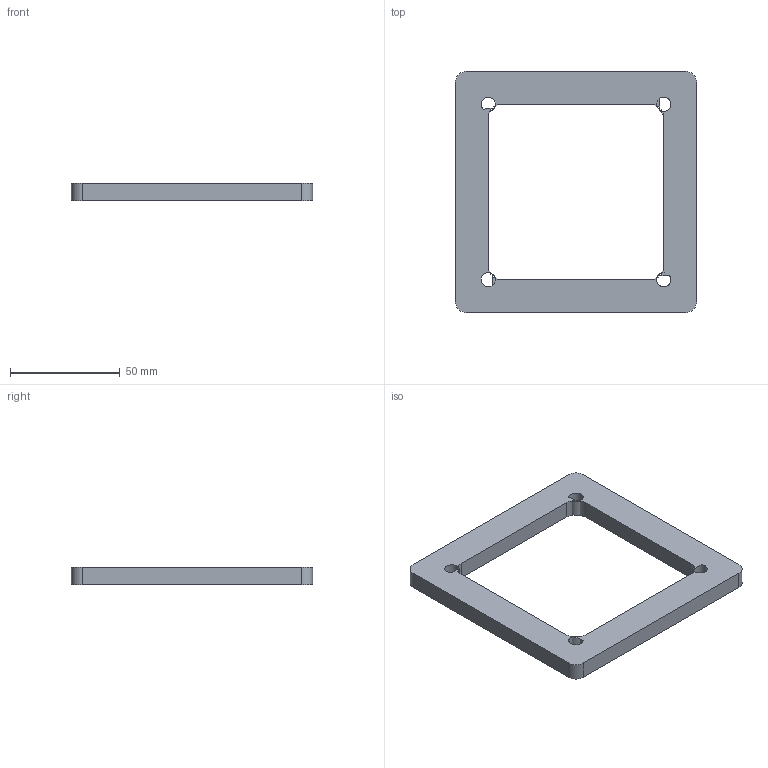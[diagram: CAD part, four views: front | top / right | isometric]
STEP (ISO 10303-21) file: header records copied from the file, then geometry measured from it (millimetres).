
FILE_DESCRIPTION((('zoo.dev export')), '2;1');
FILE_NAME('dump.step', '2026-01-17T09:32:13.505222450+00:00', ('Author unknown'), ('Organization unknown'), 'zoo.dev beta', 'zoo.dev', 'Authorization unknown');
FILE_SCHEMA(('AP203_CONFIGURATION_CONTROLLED_3D_DESIGN_OF_MECHANICAL_PARTS_AND_ASSEMBLIES_MIM_LF'));
Length unit declared in the file: metre
Products named in the file (1): UNIDENTIFIED_PRODUCT
Bounding box: 110 x 110 x 8 mm (x, y, z)
Volume: 44630.1 mm3; surface area: 17748.1 mm2
Topology: 1 solids, 1 shells, 22 faces, 92 edges, 56 vertices
Faces by surface type: cylinder 12, plane 10
Full cylindrical faces by diameter (mm): 6.5 x4
Entity records: 1094 total; most frequent: CARTESIAN_POINT 498, ORIENTED_EDGE 112, DIRECTION 110, EDGE_CURVE 60, AXIS2_PLACEMENT_3D 42, VERTEX_POINT 40, VECTOR 36, LINE 36
